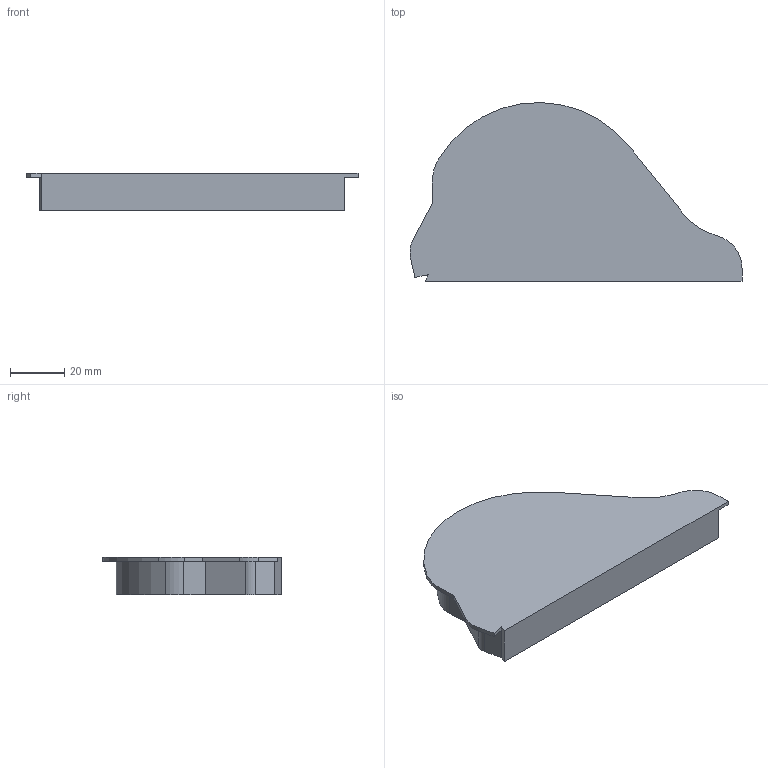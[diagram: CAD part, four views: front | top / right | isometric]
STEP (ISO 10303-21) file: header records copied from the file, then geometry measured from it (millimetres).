
FILE_DESCRIPTION (( 'STEP AP214' ), '1' );
FILE_NAME ('Stroemungsgebiet_Symmetrisch_3.STEP', '2022-11-15T16:17:01', ( '' ), ( '' ), 'SwSTEP 2.0', 'SolidWorks 2021', '' );
FILE_SCHEMA (( 'AUTOMOTIVE_DESIGN' ));
Length unit declared in the file: millimetre
Products named in the file (1): Stroemungsgebiet_Symmetrisch_3
Bounding box: 122.7 x 66.09 x 14 mm (x, y, z)
Volume: 67218.7 mm3; surface area: 15468.4 mm2
Topology: 1 solids, 1 shells, 26 faces, 71 edges, 47 vertices
Faces by surface type: plane 16, cylinder 10
Entity records: 861 total; most frequent: DIRECTION 145, CARTESIAN_POINT 145, ORIENTED_EDGE 142, EDGE_CURVE 71, LINE 51, VECTOR 51, VERTEX_POINT 47, AXIS2_PLACEMENT_3D 47
